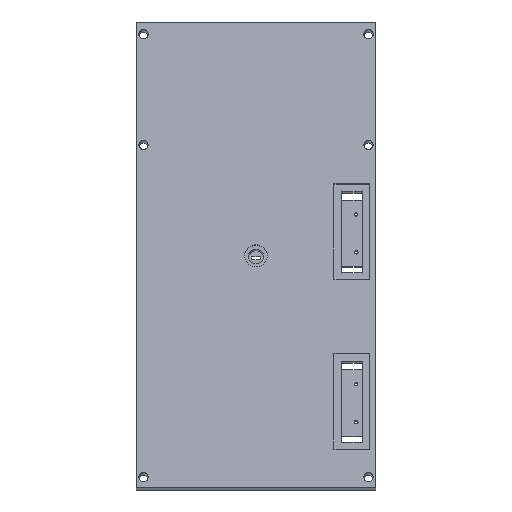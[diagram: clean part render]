
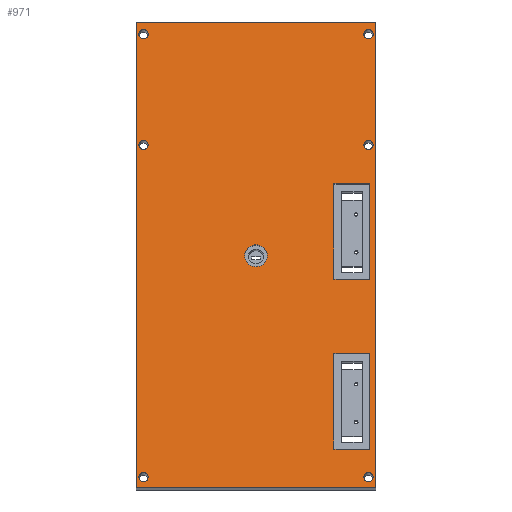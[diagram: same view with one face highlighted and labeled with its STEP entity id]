
A CAD part, left-side view. The second image highlights one B-rep face of the part: STEP entity #971.
In plain terms, the highlighted planar face has unit normal (-0.985, 0, 0.174).
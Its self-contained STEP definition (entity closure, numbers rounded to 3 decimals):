
#33=FACE_BOUND('',#162,.T.);
#34=FACE_BOUND('',#163,.T.);
#35=FACE_BOUND('',#164,.T.);
#36=FACE_BOUND('',#165,.T.);
#37=FACE_BOUND('',#166,.T.);
#38=FACE_BOUND('',#167,.T.);
#39=FACE_BOUND('',#168,.T.);
#40=FACE_BOUND('',#169,.T.);
#41=FACE_BOUND('',#170,.T.);
#67=CIRCLE('',#1030,7.5);
#68=CIRCLE('',#1031,3.1);
#69=CIRCLE('',#1032,3.1);
#70=CIRCLE('',#1033,3.1);
#71=CIRCLE('',#1034,3.1);
#72=CIRCLE('',#1035,3.1);
#73=CIRCLE('',#1036,3.1);
#107=FACE_OUTER_BOUND('',#161,.T.);
#161=EDGE_LOOP('',(#771,#772,#773,#774));
#162=EDGE_LOOP('',(#775,#776,#777,#778));
#163=EDGE_LOOP('',(#779,#780,#781,#782));
#164=EDGE_LOOP('',(#783));
#165=EDGE_LOOP('',(#784));
#166=EDGE_LOOP('',(#785));
#167=EDGE_LOOP('',(#786));
#168=EDGE_LOOP('',(#787));
#169=EDGE_LOOP('',(#788));
#170=EDGE_LOOP('',(#789));
#229=LINE('',#1381,#337);
#233=LINE('',#1389,#341);
#236=LINE('',#1395,#344);
#239=LINE('',#1400,#347);
#245=LINE('',#1414,#353);
#249=LINE('',#1422,#357);
#252=LINE('',#1428,#360);
#255=LINE('',#1433,#363);
#283=LINE('',#1487,#391);
#284=LINE('',#1489,#392);
#285=LINE('',#1491,#393);
#286=LINE('',#1492,#394);
#337=VECTOR('',#1123,10.);
#341=VECTOR('',#1129,10.);
#344=VECTOR('',#1134,10.);
#347=VECTOR('',#1139,10.);
#353=VECTOR('',#1149,10.);
#357=VECTOR('',#1155,10.);
#360=VECTOR('',#1160,10.);
#363=VECTOR('',#1165,10.);
#391=VECTOR('',#1209,10.);
#392=VECTOR('',#1210,10.);
#393=VECTOR('',#1211,10.);
#394=VECTOR('',#1212,10.);
#447=VERTEX_POINT('',#1379);
#448=VERTEX_POINT('',#1380);
#451=VERTEX_POINT('',#1388);
#453=VERTEX_POINT('',#1394);
#459=VERTEX_POINT('',#1412);
#460=VERTEX_POINT('',#1413);
#463=VERTEX_POINT('',#1421);
#465=VERTEX_POINT('',#1427);
#483=VERTEX_POINT('',#1485);
#484=VERTEX_POINT('',#1486);
#485=VERTEX_POINT('',#1488);
#486=VERTEX_POINT('',#1490);
#487=VERTEX_POINT('',#1493);
#488=VERTEX_POINT('',#1495);
#489=VERTEX_POINT('',#1497);
#490=VERTEX_POINT('',#1499);
#491=VERTEX_POINT('',#1501);
#492=VERTEX_POINT('',#1503);
#493=VERTEX_POINT('',#1505);
#541=EDGE_CURVE('',#447,#448,#229,.T.);
#545=EDGE_CURVE('',#451,#447,#233,.T.);
#548=EDGE_CURVE('',#453,#451,#236,.T.);
#551=EDGE_CURVE('',#448,#453,#239,.T.);
#557=EDGE_CURVE('',#459,#460,#245,.T.);
#561=EDGE_CURVE('',#463,#459,#249,.T.);
#564=EDGE_CURVE('',#465,#463,#252,.T.);
#567=EDGE_CURVE('',#460,#465,#255,.T.);
#595=EDGE_CURVE('',#483,#484,#283,.T.);
#596=EDGE_CURVE('',#484,#485,#284,.T.);
#597=EDGE_CURVE('',#485,#486,#285,.T.);
#598=EDGE_CURVE('',#486,#483,#286,.T.);
#599=EDGE_CURVE('',#487,#487,#67,.T.);
#600=EDGE_CURVE('',#488,#488,#68,.T.);
#601=EDGE_CURVE('',#489,#489,#69,.T.);
#602=EDGE_CURVE('',#490,#490,#70,.T.);
#603=EDGE_CURVE('',#491,#491,#71,.T.);
#604=EDGE_CURVE('',#492,#492,#72,.T.);
#605=EDGE_CURVE('',#493,#493,#73,.T.);
#771=ORIENTED_EDGE('',*,*,#595,.T.);
#772=ORIENTED_EDGE('',*,*,#596,.T.);
#773=ORIENTED_EDGE('',*,*,#597,.T.);
#774=ORIENTED_EDGE('',*,*,#598,.T.);
#775=ORIENTED_EDGE('',*,*,#541,.T.);
#776=ORIENTED_EDGE('',*,*,#551,.T.);
#777=ORIENTED_EDGE('',*,*,#548,.T.);
#778=ORIENTED_EDGE('',*,*,#545,.T.);
#779=ORIENTED_EDGE('',*,*,#557,.T.);
#780=ORIENTED_EDGE('',*,*,#567,.T.);
#781=ORIENTED_EDGE('',*,*,#564,.T.);
#782=ORIENTED_EDGE('',*,*,#561,.T.);
#783=ORIENTED_EDGE('',*,*,#599,.T.);
#784=ORIENTED_EDGE('',*,*,#600,.T.);
#785=ORIENTED_EDGE('',*,*,#601,.T.);
#786=ORIENTED_EDGE('',*,*,#602,.T.);
#787=ORIENTED_EDGE('',*,*,#603,.T.);
#788=ORIENTED_EDGE('',*,*,#604,.T.);
#789=ORIENTED_EDGE('',*,*,#605,.T.);
#931=PLANE('',#1029);
#971=ADVANCED_FACE('',(#107,#33,#34,#35,#36,#37,#38,#39,#40,#41),#931,.T.);
#1029=AXIS2_PLACEMENT_3D('',#1484,#1207,#1208);
#1030=AXIS2_PLACEMENT_3D('',#1494,#1213,#1214);
#1031=AXIS2_PLACEMENT_3D('',#1496,#1215,#1216);
#1032=AXIS2_PLACEMENT_3D('',#1498,#1217,#1218);
#1033=AXIS2_PLACEMENT_3D('',#1500,#1219,#1220);
#1034=AXIS2_PLACEMENT_3D('',#1502,#1221,#1222);
#1035=AXIS2_PLACEMENT_3D('',#1504,#1223,#1224);
#1036=AXIS2_PLACEMENT_3D('',#1506,#1225,#1226);
#1123=DIRECTION('',(-0.174,0.,-0.985));
#1129=DIRECTION('',(0.,-1.,0.));
#1134=DIRECTION('',(0.174,0.,0.985));
#1139=DIRECTION('',(0.,1.,0.));
#1149=DIRECTION('',(0.,1.,0.));
#1155=DIRECTION('',(-0.174,0.,-0.985));
#1160=DIRECTION('',(0.,-1.,0.));
#1165=DIRECTION('',(0.174,0.,0.985));
#1207=DIRECTION('center_axis',(-0.985,0.,
0.174));
#1208=DIRECTION('ref_axis',(0.,-1.,0.));
#1209=DIRECTION('',(-0.174,0.,-0.985));
#1210=DIRECTION('',(0.,-1.,0.));
#1211=DIRECTION('',(0.174,0.,0.985));
#1212=DIRECTION('',(0.,1.,0.));
#1213=DIRECTION('center_axis',(0.985,0.,-0.174));
#1214=DIRECTION('ref_axis',(0.,-1.,0.));
#1215=DIRECTION('center_axis',(0.985,0.,
-0.174));
#1216=DIRECTION('ref_axis',(0.,-1.,0.));
#1217=DIRECTION('center_axis',(0.985,0.,
-0.174));
#1218=DIRECTION('ref_axis',(0.,-1.,0.));
#1219=DIRECTION('center_axis',(0.985,0.,
-0.174));
#1220=DIRECTION('ref_axis',(0.,-1.,0.));
#1221=DIRECTION('center_axis',(0.985,0.,
-0.174));
#1222=DIRECTION('ref_axis',(0.,-1.,0.));
#1223=DIRECTION('center_axis',(0.985,0.,
-0.174));
#1224=DIRECTION('ref_axis',(0.,-1.,0.));
#1225=DIRECTION('center_axis',(0.985,0.,
-0.174));
#1226=DIRECTION('ref_axis',(0.,-1.,0.));
#1379=CARTESIAN_POINT('',(-14.086,4.,204.554));
#1380=CARTESIAN_POINT('',(-25.373,4.,140.541));
#1381=CARTESIAN_POINT('',(-18.282,4.,180.756));
#1388=CARTESIAN_POINT('',(-14.086,28.,204.554));
#1389=CARTESIAN_POINT('',(-14.086,54.,204.554));
#1394=CARTESIAN_POINT('',(-25.373,28.,140.541));
#1395=CARTESIAN_POINT('',(-23.926,28.,148.749));
#1400=CARTESIAN_POINT('',(-25.373,42.,140.541));
#1412=CARTESIAN_POINT('',(-45.343,4.,27.288));
#1413=CARTESIAN_POINT('',(-45.343,28.,27.288));
#1414=CARTESIAN_POINT('',(-45.343,42.,27.288));
#1421=CARTESIAN_POINT('',(-34.055,4.,91.301));
#1422=CARTESIAN_POINT('',(-28.267,4.,124.129));
#1427=CARTESIAN_POINT('',(-34.055,28.,91.301));
#1428=CARTESIAN_POINT('',(-34.055,54.,91.301));
#1433=CARTESIAN_POINT('',(-33.911,28.,92.123));
#1484=CARTESIAN_POINT('Origin',(-22.478,80.,156.958));
#1485=CARTESIAN_POINT('',(4.891,160.,312.179));
#1486=CARTESIAN_POINT('',(-49.848,160.,1.736));
#1487=CARTESIAN_POINT('',(4.891,160.,312.179));
#1488=CARTESIAN_POINT('',(-49.848,0.,1.736));
#1489=CARTESIAN_POINT('',(-49.848,160.,1.736));
#1490=CARTESIAN_POINT('',(4.891,0.,312.179));
#1491=CARTESIAN_POINT('',(-49.848,0.,1.736));
#1492=CARTESIAN_POINT('',(4.891,0.,312.179));
#1493=CARTESIAN_POINT('',(-22.595,87.5,156.298));
#1494=CARTESIAN_POINT('Origin',(-22.595,80.,156.298));
#1495=CARTESIAN_POINT('',(-48.642,8.1,8.577));
#1496=CARTESIAN_POINT('Origin',(-48.642,5.,8.577));
#1497=CARTESIAN_POINT('',(-9.571,158.1,230.159));
#1498=CARTESIAN_POINT('Origin',(-9.571,155.,230.159));
#1499=CARTESIAN_POINT('',(3.453,8.1,304.019));
#1500=CARTESIAN_POINT('Origin',(3.453,5.,304.019));
#1501=CARTESIAN_POINT('',(-48.642,158.1,8.577));
#1502=CARTESIAN_POINT('Origin',(-48.642,155.,8.577));
#1503=CARTESIAN_POINT('',(3.453,158.1,304.019));
#1504=CARTESIAN_POINT('Origin',(3.453,155.,304.019));
#1505=CARTESIAN_POINT('',(-9.571,8.1,230.159));
#1506=CARTESIAN_POINT('Origin',(-9.571,5.,230.159));
